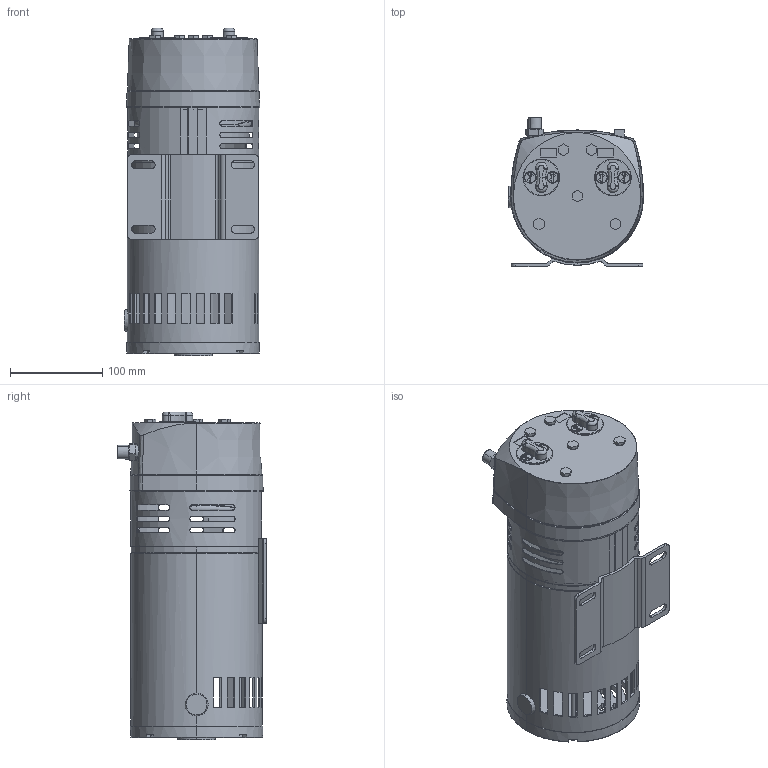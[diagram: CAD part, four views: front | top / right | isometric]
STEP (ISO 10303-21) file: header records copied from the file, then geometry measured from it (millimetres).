
FILE_DESCRIPTION (( 'STEP AP203' ), '1' );
FILE_NAME ('0523-101Q-G588NDX.STEP', '2025-05-06T13:26:25', ( '' ), ( '' ), 'SwSTEP 2.0', 'SolidWorks 2023', '' );
FILE_SCHEMA (( 'CONFIG_CONTROL_DESIGN' ));
Length unit declared in the file: inch
Products named in the file (26): AF103; BB624; AK501; AC417; AK505; 0523-101Q-G588NDX; AK526; AK519; AK840; AF101; AE451A; AK510; AK502; AC416; G588NDX-01_JDE BOM REV A; AF104Q; AH775; AK524; G588NDX-01
Assembly tree (21 placements, depth 3):
  0523-101Q-G588NDX
    BB624
    AK501
    AK502
    AK505
    AK519
    AK526
      AK510
    AK526
      AK510
    BB624
    BB624
    BB624
    BB624
    G588NDX-01_JDE BOM REV A
      G588NDX-01
      AF104Q
      AF103
      AC417
      AC417
    AE451A
    AK840
  AF101
  AC416
  AH775
  AK524
Bounding box: 146.91 x 162.3 x 355.7 mm (x, y, z)
Volume: 720159.8 mm3; surface area: 445316.4 mm2
Topology: 26 solids, 26 shells, 1169 faces, 3049 edges, 1976 vertices
Faces by surface type: cylinder 452, plane 428, torus 111, cone 110, bspline 60, sphere 8
Entity records: 44444 total; most frequent: CARTESIAN_POINT 13175, ORIENTED_EDGE 6098, DIRECTION 5921, EDGE_CURVE 3049, AXIS2_PLACEMENT_3D 2329, VERTEX_POINT 1976, EDGE_LOOP 1341, LINE 1263
